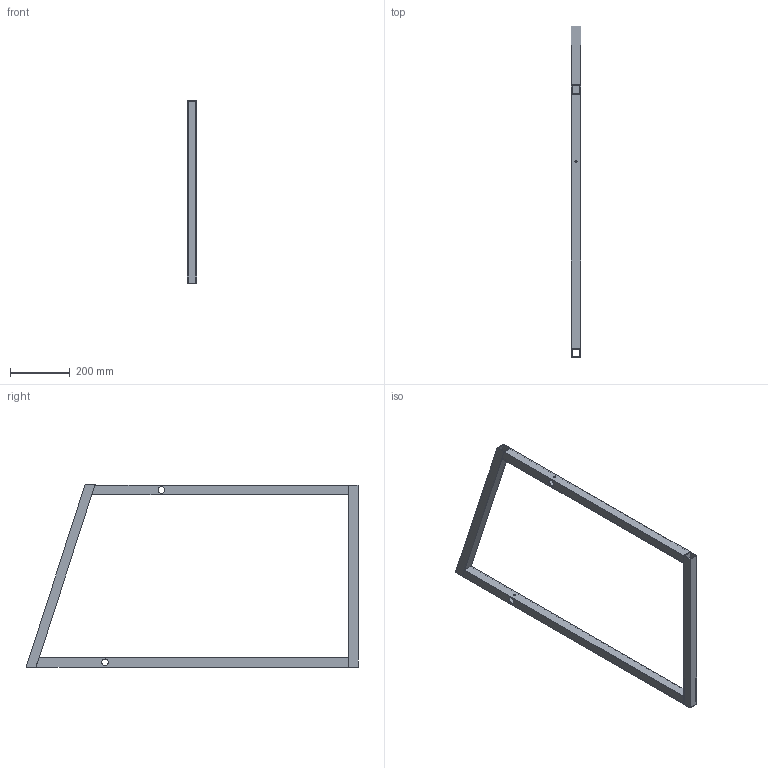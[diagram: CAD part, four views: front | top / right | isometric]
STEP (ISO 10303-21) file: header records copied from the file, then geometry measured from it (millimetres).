
FILE_DESCRIPTION(/* description */ (''),/* implementation_level */ '2;1');
FILE_NAME(/* name */ 'GE-17275_ASM_8_ASM.stp',/* time_stamp */ '2017-01-08T13:48:06-05:00',/* author */ ('jeff1'),/* organization */ (''),/* preprocessor_version */ 'ST-DEVELOPER v16.5',/* originating_system */ 'Autodesk Inventor 2017',/* authorisation */ '');
FILE_SCHEMA (('AUTOMOTIVE_DESIGN { 1 0 10303 214 3 1 1 }'));
Length unit declared in the file: inch
Products named in the file (5): GE-17275_ASM_8_ASM; GE-17275-01_4; GE-17275-02_8; GE-17275-03_9; GE-17275-04_3
Assembly tree (4 placements, depth 2):
  GE-17275_ASM_8_ASM
    GE-17275-01_4
    GE-17275-02_8
    GE-17275-03_9
    GE-17275-04_3
Bounding box: 31.75 x 1112.88 x 610.29 mm (x, y, z)
Volume: 1137459.4 mm3; surface area: 720643.1 mm2
Topology: 4 solids, 4 shells, 48 faces, 120 edges, 80 vertices
Faces by surface type: plane 40, cylinder 8
Full cylindrical faces by diameter (mm): 6.731 x4, 22.225 x4
Entity records: 1567 total; most frequent: CARTESIAN_POINT 249, DIRECTION 242, ORIENTED_EDGE 224, EDGE_CURVE 112, LINE 96, VECTOR 96, EDGE_LOOP 80, VERTEX_POINT 80
